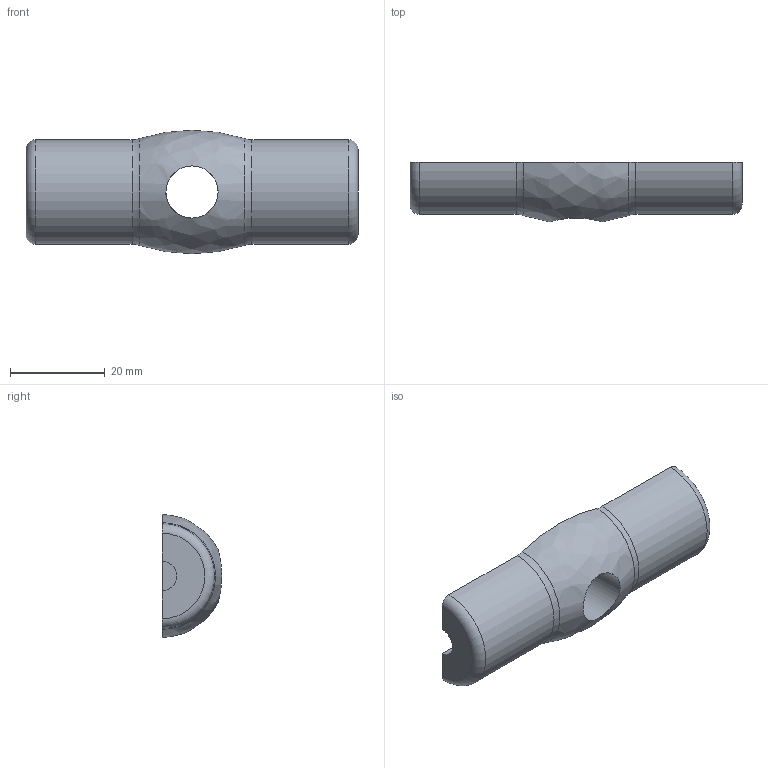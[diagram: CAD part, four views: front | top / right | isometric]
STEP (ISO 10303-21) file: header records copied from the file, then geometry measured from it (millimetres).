
FILE_DESCRIPTION(/* description */ (''),/* implementation_level */ '2;1');
FILE_NAME(/* name */ '',/* time_stamp */ '2025-04-10T01:25:34+03:00',/* author */ ('I9232'),/* organization */ (''),/* preprocessor_version */ 'ST-DEVELOPER v19.2',/* originating_system */ 'Autodesk Inventor 2023',/* authorisation */ '');
FILE_SCHEMA (('AUTOMOTIVE_DESIGN { 1 0 10303 214 3 1 1 }'));
Length unit declared in the file: millimetre
Products named in the file (1): Крепление ходовой 
гайки
Bounding box: 70 x 12.58 x 26 mm (x, y, z)
Volume: 12341.6 mm3; surface area: 5025.7 mm2
Topology: 1 solids, 1 shells, 33 faces, 88 edges, 59 vertices
Faces by surface type: plane 19, cylinder 9, torus 4, bspline 1
Full cylindrical faces by diameter (mm): 4 x2, 11 x1
Entity records: 1173 total; most frequent: CARTESIAN_POINT 253, DIRECTION 183, ORIENTED_EDGE 176, EDGE_CURVE 88, AXIS2_PLACEMENT_3D 64, VERTEX_POINT 59, LINE 55, VECTOR 55
